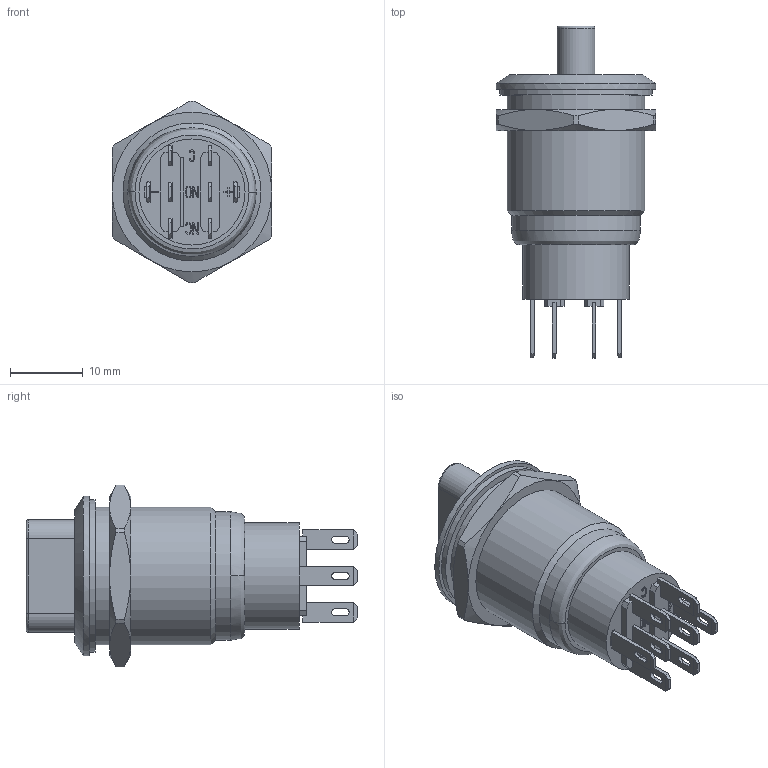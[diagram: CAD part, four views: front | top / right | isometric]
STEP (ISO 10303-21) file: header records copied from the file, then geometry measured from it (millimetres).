
FILE_DESCRIPTION(('STEP AP203'), '1');
FILE_NAME('MT67-BD331G220', '2024-09-19T09:48:14', (''), (''), 'C3D Converter', 'C3D Toolkit', '');
FILE_SCHEMA(('CONFIG_CONTROL_DESIGN'));
Length unit declared in the file: millimetre
Bounding box: 22 x 45.7 x 25.05 mm (x, y, z)
Volume: 8869.7 mm3; surface area: 3414.9 mm2
Topology: 1 solids, 1 shells, 377 faces, 1013 edges, 652 vertices
Faces by surface type: plane 324, cylinder 35, cone 14, bspline 2, torus 2
Full cylindrical faces by diameter (mm): 2 x1, 14.6 x1, 15.5 x1, 16 x1, 17.7 x1, 19 x2, 21 x1, 22 x1
Entity records: 15704 total; most frequent: CARTESIAN_POINT 3218, ORIENTED_EDGE 2004, DIRECTION 1816, EDGE_CURVE 1002, LINE 882, VECTOR 882, VERTEX_POINT 652, AXIS2_PLACEMENT_3D 467
